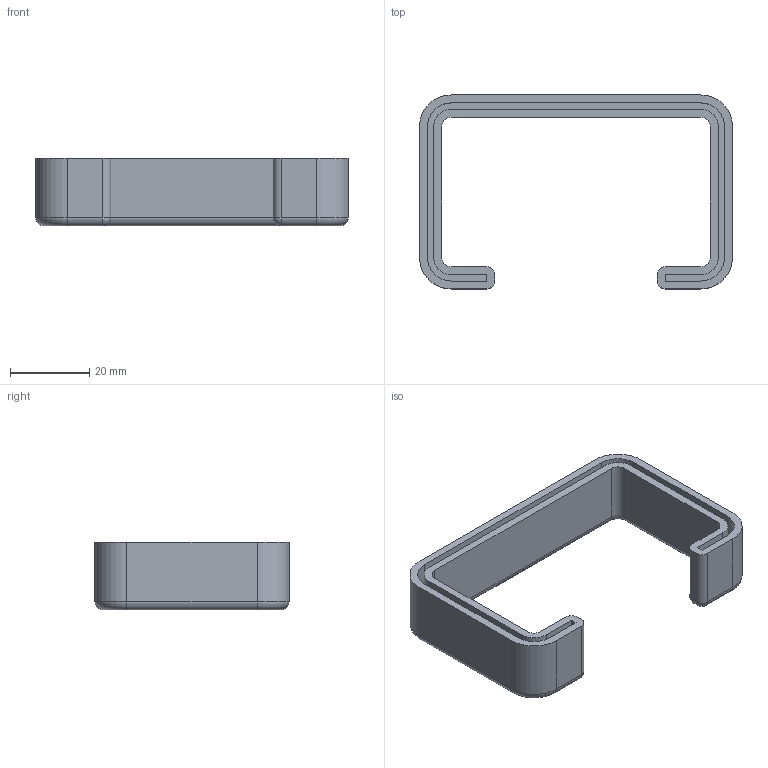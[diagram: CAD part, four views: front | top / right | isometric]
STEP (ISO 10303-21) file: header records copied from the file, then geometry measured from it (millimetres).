
FILE_DESCRIPTION( ( 'STEP AP203' ), '1' );
FILE_NAME( 'C75A.step', '2022-07-22T00:57:13', ( ' ' ), ( ' ' ), 'XStep 1.0', ' ', ' ' );
FILE_SCHEMA( ( 'CONFIG_CONTROL_DESIGN' ) );
Length unit declared in the file: millimetre
Products named in the file (1): 1
Bounding box: 79 x 49 x 17 mm (x, y, z)
Volume: 12795.5 mm3; surface area: 13541.6 mm2
Topology: 1 solids, 1 shells, 71 faces, 180 edges, 108 vertices
Faces by surface type: cylinder 32, plane 27, torus 8, sphere 4
Entity records: 2142 total; most frequent: DIRECTION 392, CARTESIAN_POINT 356, ORIENTED_EDGE 352, EDGE_CURVE 176, AXIS2_PLACEMENT_3D 144, VERTEX_POINT 108, LINE 104, VECTOR 104
